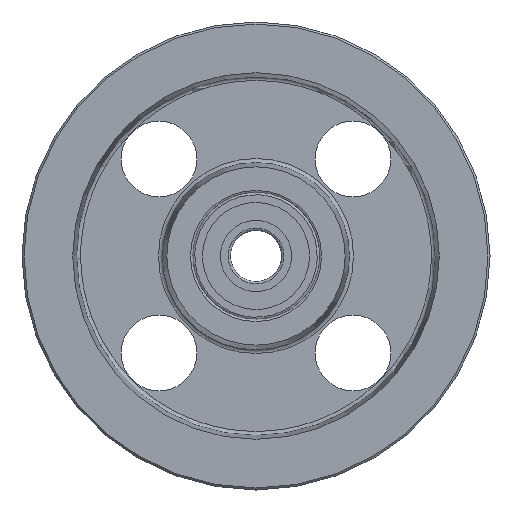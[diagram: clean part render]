
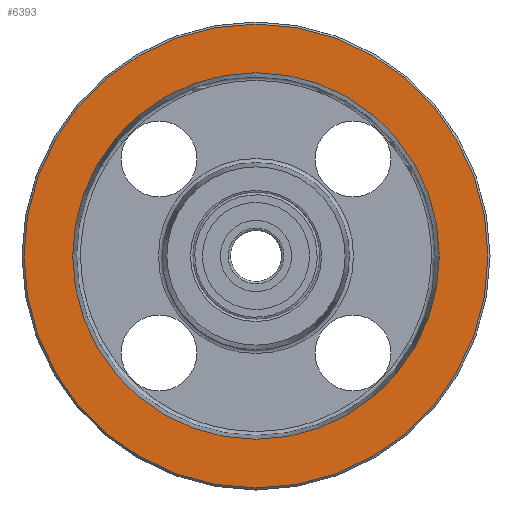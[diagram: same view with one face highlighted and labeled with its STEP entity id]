
A CAD part, left-side view. The second image highlights one B-rep face of the part: STEP entity #6393.
In plain terms, the highlighted planar face has unit normal (-1, 0, 0).
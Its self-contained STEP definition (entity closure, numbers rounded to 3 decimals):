
#222 = CARTESIAN_POINT ( 'NONE',  ( 2.5, 0., 0. ) ) ;
#226 = AXIS2_PLACEMENT_3D ( 'NONE', #605, #684, #1956 ) ;
#605 = CARTESIAN_POINT ( 'NONE',  ( 2.5, 0., 0. ) ) ;
#684 = DIRECTION ( 'NONE',  ( -1., 0., 0. ) ) ;
#857 = CARTESIAN_POINT ( 'NONE',  ( 2.5, 0., 89.5 ) ) ;
#1222 = CIRCLE ( 'NONE', #226, 89.5 ) ;
#1495 = DIRECTION ( 'NONE',  ( 0., 0., -1. ) ) ;
#1657 = ORIENTED_EDGE ( 'NONE', *, *, #1945, .F. ) ;
#1945 = EDGE_CURVE ( 'NONE', #5634, #5634, #1222, .T. ) ;
#1956 = DIRECTION ( 'NONE',  ( 0., 0., 1. ) ) ;
#2364 = AXIS2_PLACEMENT_3D ( 'NONE', #222, #5983, #1495 ) ;
#2458 = CIRCLE ( 'NONE', #2364, 113.25 ) ;
#2512 = DIRECTION ( 'NONE',  ( 1., 0., 0. ) ) ;
#3829 = ORIENTED_EDGE ( 'NONE', *, *, #6851, .T. ) ;
#4388 = FACE_OUTER_BOUND ( 'NONE', #4835, .T. ) ;
#4508 = VERTEX_POINT ( 'NONE', #4724 ) ;
#4724 = CARTESIAN_POINT ( 'NONE',  ( 2.5, 0., -113.25 ) ) ;
#4835 = EDGE_LOOP ( 'NONE', ( #3829 ) ) ;
#5101 = DIRECTION ( 'NONE',  ( 0., 0., -1. ) ) ;
#5634 = VERTEX_POINT ( 'NONE', #857 ) ;
#5658 = EDGE_LOOP ( 'NONE', ( #1657 ) ) ;
#5707 = CARTESIAN_POINT ( 'NONE',  ( 2.5, 89.5, 0. ) ) ;
#5761 = PLANE ( 'NONE',  #7606 ) ;
#5983 = DIRECTION ( 'NONE',  ( -1., 0., 0. ) ) ;
#6393 = ADVANCED_FACE ( 'NONE', ( #4388, #8038 ), #5761, .F. ) ;
#6851 = EDGE_CURVE ( 'NONE', #4508, #4508, #2458, .T. ) ;
#7606 = AXIS2_PLACEMENT_3D ( 'NONE', #5707, #2512, #5101 ) ;
#8038 = FACE_BOUND ( 'NONE', #5658, .T. ) ;
